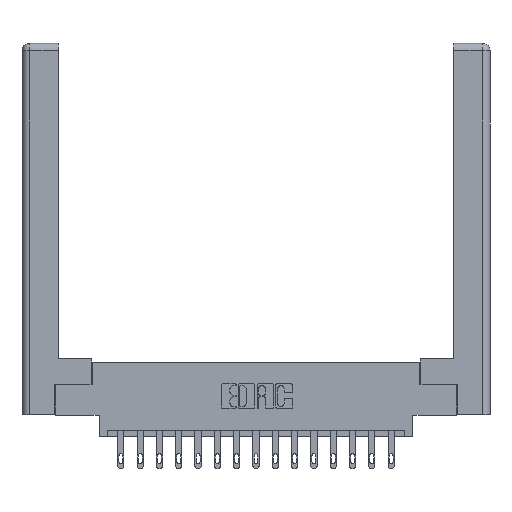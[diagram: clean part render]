
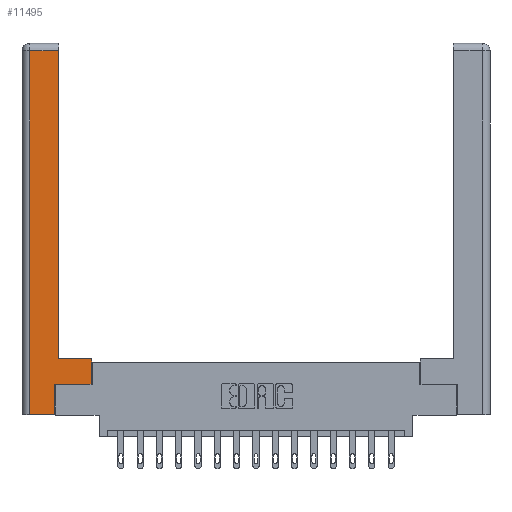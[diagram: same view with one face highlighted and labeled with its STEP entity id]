
A CAD part, top view. The second image highlights one B-rep face of the part: STEP entity #11495.
In plain terms, the highlighted planar face has unit normal (0, 0, 1).
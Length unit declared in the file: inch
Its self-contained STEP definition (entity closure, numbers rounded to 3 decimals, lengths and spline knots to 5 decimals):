
#113 = VERTEX_POINT ( 'NONE', #6151 ) ;
#226 = CARTESIAN_POINT ( 'NONE',  ( 0.565, 0.45, 0. ) ) ;
#234 = EDGE_CURVE ( 'NONE', #17397, #13334, #3195, .T. ) ;
#611 = FACE_OUTER_BOUND ( 'NONE', #12950, .T. ) ;
#1077 = EDGE_CURVE ( 'NONE', #113, #6030, #11640, .T. ) ;
#1113 = ORIENTED_EDGE ( 'NONE', *, *, #234, .T. ) ;
#1182 = PLANE ( 'NONE',  #15700 ) ;
#1357 = VECTOR ( 'NONE', #14221, 39.37008 ) ;
#2098 = EDGE_CURVE ( 'NONE', #12825, #16348, #16899, .T. ) ;
#2345 = CARTESIAN_POINT ( 'NONE',  ( 0.265, 0.245, 0. ) ) ;
#2349 = CARTESIAN_POINT ( 'NONE',  ( 0.0615, 2.94, 0. ) ) ;
#2351 = EDGE_CURVE ( 'NONE', #3308, #113, #8084, .T. ) ;
#2657 = LINE ( 'NONE', #5217, #3514 ) ;
#2669 = ORIENTED_EDGE ( 'NONE', *, *, #16595, .T. ) ;
#3195 = LINE ( 'NONE', #10338, #4310 ) ;
#3308 = VERTEX_POINT ( 'NONE', #6436 ) ;
#3514 = VECTOR ( 'NONE', #4001, 39.37008 ) ;
#3977 = DIRECTION ( 'NONE',  ( -1., 0., 0. ) ) ;
#4001 = DIRECTION ( 'NONE',  ( -1., 0., 0. ) ) ;
#4120 = LINE ( 'NONE', #2345, #11871 ) ;
#4310 = VECTOR ( 'NONE', #14611, 39.37008 ) ;
#4312 = VERTEX_POINT ( 'NONE', #5444 ) ;
#4368 = ORIENTED_EDGE ( 'NONE', *, *, #10635, .T. ) ;
#5005 = VECTOR ( 'NONE', #9893, 39.37008 ) ;
#5217 = CARTESIAN_POINT ( 'NONE',  ( 0.295, 0.45, 0. ) ) ;
#5444 = CARTESIAN_POINT ( 'NONE',  ( 0.565, 0.45, 0. ) ) ;
#5778 = ORIENTED_EDGE ( 'NONE', *, *, #2351, .T. ) ;
#6030 = VERTEX_POINT ( 'NONE', #14352 ) ;
#6151 = CARTESIAN_POINT ( 'NONE',  ( 0.295, 2.94, 0. ) ) ;
#6436 = CARTESIAN_POINT ( 'NONE',  ( 0.295, 0.45, 0. ) ) ;
#6599 = DIRECTION ( 'NONE',  ( 0., 1., 0. ) ) ;
#6606 = DIRECTION ( 'NONE',  ( 0., 0., -1. ) ) ;
#7341 = VECTOR ( 'NONE', #15758, 39.37008 ) ;
#7448 = CARTESIAN_POINT ( 'NONE',  ( 0.265, 0., 0. ) ) ;
#7922 = CARTESIAN_POINT ( 'NONE',  ( 0.295, 3., 0. ) ) ;
#8042 = CARTESIAN_POINT ( 'NONE',  ( 0.565, 0.245, 0. ) ) ;
#8055 = DIRECTION ( 'NONE',  ( 0., 1., 0. ) ) ;
#8084 = LINE ( 'NONE', #7922, #11718 ) ;
#8486 = CARTESIAN_POINT ( 'NONE',  ( 0.0615, 0., 0. ) ) ;
#8660 = ORIENTED_EDGE ( 'NONE', *, *, #9950, .T. ) ;
#9342 = LINE ( 'NONE', #226, #5005 ) ;
#9893 = DIRECTION ( 'NONE',  ( 0., 1., 0. ) ) ;
#9950 = EDGE_CURVE ( 'NONE', #13334, #4312, #9342, .T. ) ;
#10338 = CARTESIAN_POINT ( 'NONE',  ( 0.565, 0.245, 0. ) ) ;
#10635 = EDGE_CURVE ( 'NONE', #16348, #17397, #4120, .T. ) ;
#10980 = LINE ( 'NONE', #17097, #7341 ) ;
#10993 = ORIENTED_EDGE ( 'NONE', *, *, #11861, .T. ) ;
#11080 = CARTESIAN_POINT ( 'NONE',  ( 0.265, 0.245, 0. ) ) ;
#11495 = ADVANCED_FACE ( 'NONE', ( #611 ), #1182, .F. ) ;
#11640 = LINE ( 'NONE', #2349, #15689 ) ;
#11718 = VECTOR ( 'NONE', #6599, 39.37008 ) ;
#11861 = EDGE_CURVE ( 'NONE', #6030, #12825, #10980, .T. ) ;
#11871 = VECTOR ( 'NONE', #8055, 39.37008 ) ;
#12103 = CARTESIAN_POINT ( 'NONE',  ( 0., 0., 0. ) ) ;
#12825 = VERTEX_POINT ( 'NONE', #8486 ) ;
#12950 = EDGE_LOOP ( 'NONE', ( #5778, #13462, #10993, #13032, #4368, #1113, #8660, #2669 ) ) ;
#13032 = ORIENTED_EDGE ( 'NONE', *, *, #2098, .T. ) ;
#13334 = VERTEX_POINT ( 'NONE', #8042 ) ;
#13462 = ORIENTED_EDGE ( 'NONE', *, *, #1077, .T. ) ;
#14134 = CARTESIAN_POINT ( 'NONE',  ( 0.265, 0., 0. ) ) ;
#14221 = DIRECTION ( 'NONE',  ( 1., 0., 0. ) ) ;
#14352 = CARTESIAN_POINT ( 'NONE',  ( 0.0615, 2.94, 0. ) ) ;
#14611 = DIRECTION ( 'NONE',  ( 1., 0., 0. ) ) ;
#15689 = VECTOR ( 'NONE', #17558, 39.37008 ) ;
#15700 = AXIS2_PLACEMENT_3D ( 'NONE', #12103, #6606, #3977 ) ;
#15758 = DIRECTION ( 'NONE',  ( 0., -1., 0. ) ) ;
#16348 = VERTEX_POINT ( 'NONE', #14134 ) ;
#16595 = EDGE_CURVE ( 'NONE', #4312, #3308, #2657, .T. ) ;
#16899 = LINE ( 'NONE', #7448, #1357 ) ;
#17097 = CARTESIAN_POINT ( 'NONE',  ( 0.0615, 0., 0. ) ) ;
#17397 = VERTEX_POINT ( 'NONE', #11080 ) ;
#17558 = DIRECTION ( 'NONE',  ( -1., 0., 0. ) ) ;
